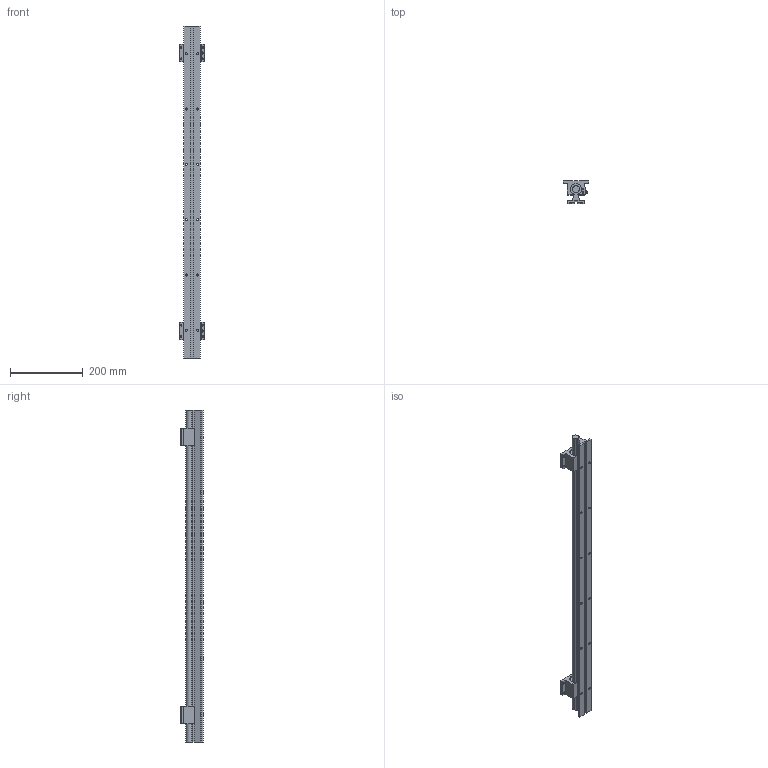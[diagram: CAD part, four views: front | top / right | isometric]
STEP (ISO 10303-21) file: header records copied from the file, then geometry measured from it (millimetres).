
FILE_DESCRIPTION (( 'STEP AP203' ), '1' );
FILE_NAME ('LARSB1-12L36C.step', '2022-08-29T21:38:00', ( '' ), ( '' ), 'SwSTEP 2.0', 'SolidWorks 2021', '' );
FILE_SCHEMA (( 'CONFIG_CONTROL_DESIGN' ));
Length unit declared in the file: inch
Products named in the file (3): LARSB1-12L36C; LARSB1-12L36C-RAIL; LARSACC-005
Assembly tree (3 placements, depth 2):
  LARSB1-12L36C
    LARSB1-12L36C-RAIL
    LARSACC-005  x2
Bounding box: 69.85 x 61.9 x 914.4 mm (x, y, z)
Volume: 922249 mm3; surface area: 229718.6 mm2
Topology: 4 solids, 4 shells, 227 faces, 633 edges, 420 vertices
Faces by surface type: plane 125, cylinder 82, cone 20
Entity records: 5009 total; most frequent: CARTESIAN_POINT 855, DIRECTION 810, ORIENTED_EDGE 792, EDGE_CURVE 396, AXIS2_PLACEMENT_3D 282, VERTEX_POINT 263, VECTOR 246, LINE 246
